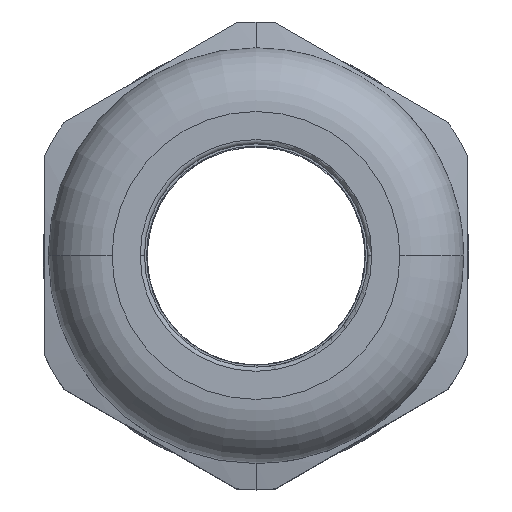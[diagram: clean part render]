
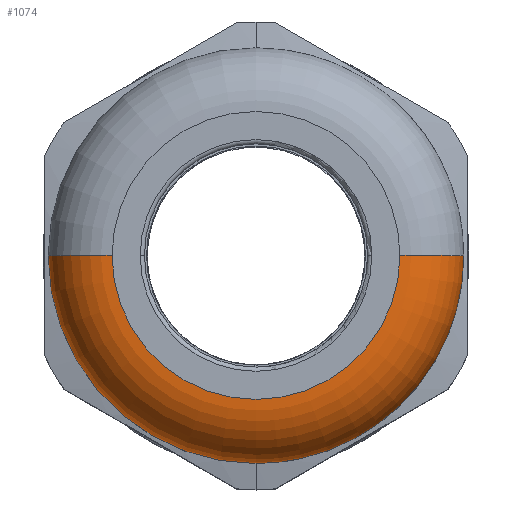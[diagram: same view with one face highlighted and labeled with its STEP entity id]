
A CAD part, top view. The second image highlights one B-rep face of the part: STEP entity #1074.
In plain terms, the highlighted toroidal (fillet/blend) face has major radius 6.81 mm and minor radius 3.02 mm.
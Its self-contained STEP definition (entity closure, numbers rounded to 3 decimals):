
#895=AXIS2_PLACEMENT_3D('Circle Axis2P3D',#893,#894,$) ;
#1016=AXIS2_PLACEMENT_3D('Circle Axis2P3D',#1014,#1015,$) ;
#1037=AXIS2_PLACEMENT_3D('Circle Axis2P3D',#1035,#1036,$) ;
#1052=AXIS2_PLACEMENT_3D('Torus Axis2P3D',#1049,#1050,#1051) ;
#1056=AXIS2_PLACEMENT_3D('Circle Axis2P3D',#1054,#1055,$) ;
#1063=AXIS2_PLACEMENT_3D('Circle Axis2P3D',#1061,#1062,$) ;
#862=CARTESIAN_POINT('Vertex',(19.93,11.06,28.83)) ;
#866=CARTESIAN_POINT('Control Point',(19.93,11.06,28.83)) ;
#867=CARTESIAN_POINT('Control Point',(19.93,7.972,28.83)) ;
#868=CARTESIAN_POINT('Control Point',(18.721,4.881,28.83)) ;
#869=CARTESIAN_POINT('Control Point',(16.279,2.439,28.83)) ;
#870=CARTESIAN_POINT('Control Point',(13.188,1.23,28.83)) ;
#871=CARTESIAN_POINT('Control Point',(10.1,1.23,28.83)) ;
#872=CARTESIAN_POINT('Vertex',(10.1,1.23,28.83)) ;
#893=CARTESIAN_POINT('Axis2P3D Location',(10.1,11.06,28.83)) ;
#897=CARTESIAN_POINT('Vertex',(0.27,11.06,28.83)) ;
#1014=CARTESIAN_POINT('Axis2P3D Location',(3.29,11.06,28.83)) ;
#1018=CARTESIAN_POINT('Vertex',(3.29,11.06,31.85)) ;
#1032=CARTESIAN_POINT('Vertex',(16.91,11.06,31.85)) ;
#1035=CARTESIAN_POINT('Axis2P3D Location',(16.91,11.06,28.83)) ;
#1049=CARTESIAN_POINT('Axis2P3D Location',(10.1,11.06,28.83)) ;
#1054=CARTESIAN_POINT('Axis2P3D Location',(10.1,11.06,31.85)) ;
#1058=CARTESIAN_POINT('Vertex',(10.1,4.25,31.85)) ;
#1061=CARTESIAN_POINT('Axis2P3D Location',(10.1,11.06,31.85)) ;
#894=DIRECTION('Axis2P3D Direction',(0.,0.,-1.)) ;
#1015=DIRECTION('Axis2P3D Direction',(0.,-1.,0.)) ;
#1036=DIRECTION('Axis2P3D Direction',(0.,1.,0.)) ;
#1050=DIRECTION('Axis2P3D Direction',(0.,0.,-1.)) ;
#1051=DIRECTION('Axis2P3D XDirection',(1.,0.,0.)) ;
#1055=DIRECTION('Axis2P3D Direction',(0.,0.,-1.)) ;
#1062=DIRECTION('Axis2P3D Direction',(0.,0.,-1.)) ;
#1067=ORIENTED_EDGE('',*,*,#1039,.T.) ;
#1068=ORIENTED_EDGE('',*,*,#1060,.T.) ;
#1069=ORIENTED_EDGE('',*,*,#1065,.T.) ;
#1070=ORIENTED_EDGE('',*,*,#1020,.T.) ;
#1071=ORIENTED_EDGE('',*,*,#899,.F.) ;
#1072=ORIENTED_EDGE('',*,*,#874,.F.) ;
#1074=ADVANCED_FACE('65287_PG11_OT\\Volumenk\X2\00F6\X0\rper1',(#1073),#1053,.T.) ;
#865=B_SPLINE_CURVE_WITH_KNOTS('',5,(#866,#867,#868,#869,#870,#871),.UNSPECIFIED.,.F.,.U.,(6,6),(0.,15.441),.UNSPECIFIED.) ;
#896=CIRCLE('generated circle',#895,9.83) ;
#1017=CIRCLE('generated circle',#1016,3.02) ;
#1038=CIRCLE('generated circle',#1037,3.02) ;
#1057=CIRCLE('generated circle',#1056,6.81) ;
#1064=CIRCLE('generated circle',#1063,6.81) ;
#1053=TOROIDAL_SURFACE('homeo Torus',#1052,6.81,3.02) ;
#874=EDGE_CURVE('',#863,#873,#865,.T.) ;
#899=EDGE_CURVE('',#873,#898,#896,.T.) ;
#1020=EDGE_CURVE('',#1019,#898,#1017,.T.) ;
#1039=EDGE_CURVE('',#863,#1033,#1038,.F.) ;
#1060=EDGE_CURVE('',#1033,#1059,#1057,.T.) ;
#1065=EDGE_CURVE('',#1059,#1019,#1064,.T.) ;
#1066=EDGE_LOOP('',(#1067,#1068,#1069,#1070,#1071,#1072)) ;
#1073=FACE_OUTER_BOUND('',#1066,.T.) ;
#863=VERTEX_POINT('',#862) ;
#873=VERTEX_POINT('',#872) ;
#898=VERTEX_POINT('',#897) ;
#1019=VERTEX_POINT('',#1018) ;
#1033=VERTEX_POINT('',#1032) ;
#1059=VERTEX_POINT('',#1058) ;
